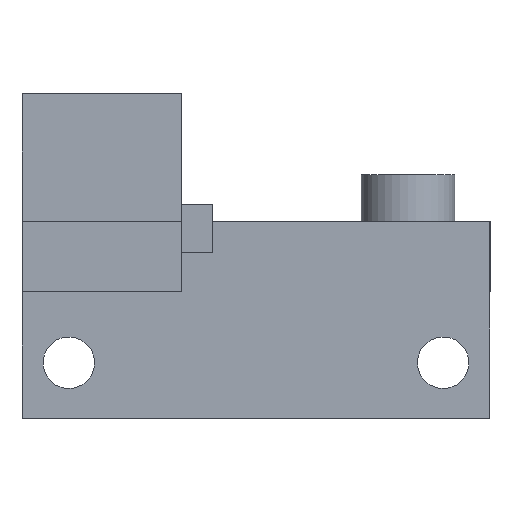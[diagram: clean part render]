
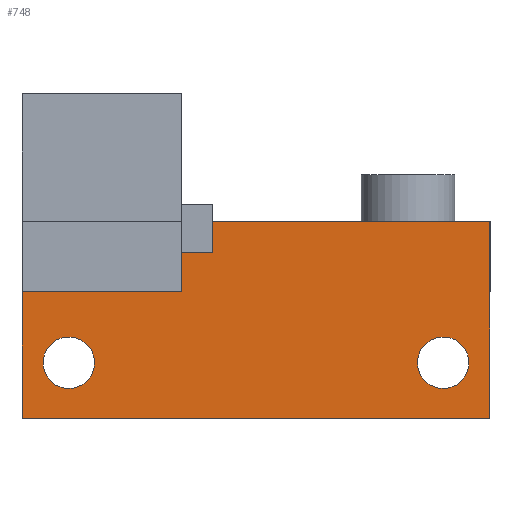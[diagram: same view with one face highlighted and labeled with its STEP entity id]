
A CAD part, front view. The second image highlights one B-rep face of the part: STEP entity #748.
In plain terms, the highlighted planar face has unit normal (0, -1, 0).
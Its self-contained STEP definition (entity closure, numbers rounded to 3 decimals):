
#25=FACE_BOUND('',#91,.T.);
#26=FACE_BOUND('',#92,.T.);
#32=CIRCLE('',#810,1.65);
#33=CIRCLE('',#811,1.65);
#46=FACE_OUTER_BOUND('',#90,.T.);
#90=EDGE_LOOP('',(#525,#526,#527,#528,#529,#530,#531,#532));
#91=EDGE_LOOP('',(#533));
#92=EDGE_LOOP('',(#534));
#149=LINE('',#1088,#244);
#155=LINE('',#1099,#250);
#156=LINE('',#1102,#251);
#157=LINE('',#1104,#252);
#158=LINE('',#1106,#253);
#159=LINE('',#1108,#254);
#160=LINE('',#1110,#255);
#161=LINE('',#1111,#256);
#244=VECTOR('',#879,10.);
#250=VECTOR('',#889,10.);
#251=VECTOR('',#892,10.);
#252=VECTOR('',#893,10.);
#253=VECTOR('',#894,10.);
#254=VECTOR('',#895,10.);
#255=VECTOR('',#896,10.);
#256=VECTOR('',#897,10.);
#336=VERTEX_POINT('',#1085);
#337=VERTEX_POINT('',#1087);
#340=VERTEX_POINT('',#1097);
#341=VERTEX_POINT('',#1101);
#342=VERTEX_POINT('',#1103);
#343=VERTEX_POINT('',#1105);
#344=VERTEX_POINT('',#1107);
#345=VERTEX_POINT('',#1109);
#346=VERTEX_POINT('',#1112);
#347=VERTEX_POINT('',#1114);
#407=EDGE_CURVE('',#337,#336,#149,.T.);
#413=EDGE_CURVE('',#336,#340,#155,.T.);
#414=EDGE_CURVE('',#340,#341,#156,.T.);
#415=EDGE_CURVE('',#341,#342,#157,.T.);
#416=EDGE_CURVE('',#343,#342,#158,.T.);
#417=EDGE_CURVE('',#343,#344,#159,.T.);
#418=EDGE_CURVE('',#344,#345,#160,.T.);
#419=EDGE_CURVE('',#337,#345,#161,.T.);
#420=EDGE_CURVE('',#346,#346,#32,.T.);
#421=EDGE_CURVE('',#347,#347,#33,.T.);
#525=ORIENTED_EDGE('',*,*,#407,.T.);
#526=ORIENTED_EDGE('',*,*,#413,.T.);
#527=ORIENTED_EDGE('',*,*,#414,.T.);
#528=ORIENTED_EDGE('',*,*,#415,.T.);
#529=ORIENTED_EDGE('',*,*,#416,.F.);
#530=ORIENTED_EDGE('',*,*,#417,.T.);
#531=ORIENTED_EDGE('',*,*,#418,.T.);
#532=ORIENTED_EDGE('',*,*,#419,.F.);
#533=ORIENTED_EDGE('',*,*,#420,.T.);
#534=ORIENTED_EDGE('',*,*,#421,.T.);
#708=PLANE('',#809);
#748=ADVANCED_FACE('',(#46,#25,#26),#708,.T.);
#809=AXIS2_PLACEMENT_3D('',#1100,#890,#891);
#810=AXIS2_PLACEMENT_3D('',#1113,#898,#899);
#811=AXIS2_PLACEMENT_3D('',#1115,#900,#901);
#879=DIRECTION('',(0.,0.,-1.));
#889=DIRECTION('',(-1.,0.,0.));
#890=DIRECTION('center_axis',(0.,-1.,0.));
#891=DIRECTION('ref_axis',(1.,0.,0.));
#892=DIRECTION('',(0.,0.,-1.));
#893=DIRECTION('',(-1.,0.,0.));
#894=DIRECTION('',(0.,0.,1.));
#895=DIRECTION('',(1.,0.,0.));
#896=DIRECTION('',(0.,0.,1.));
#897=DIRECTION('',(1.,0.,0.));
#898=DIRECTION('center_axis',(0.,1.,0.));
#899=DIRECTION('ref_axis',(1.,0.,0.));
#900=DIRECTION('center_axis',(0.,1.,0.));
#901=DIRECTION('ref_axis',(1.,0.,0.));
#1085=CARTESIAN_POINT('',(-2.8,-29.074,74.));
#1087=CARTESIAN_POINT('',(-2.8,-29.074,76.));
#1088=CARTESIAN_POINT('',(-2.8,-29.074,71.344));
#1097=CARTESIAN_POINT('',(-4.8,-29.074,74.));
#1099=CARTESIAN_POINT('',(-1.9,-29.074,74.));
#1100=CARTESIAN_POINT('Origin',(0.,-29.074,
66.689));
#1101=CARTESIAN_POINT('',(-4.8,-29.074,71.5));
#1102=CARTESIAN_POINT('',(-4.8,-29.074,71.344));
#1103=CARTESIAN_POINT('',(-15.,-29.074,71.5));
#1104=CARTESIAN_POINT('',(-4.95,-29.074,71.5));
#1105=CARTESIAN_POINT('',(-15.,-29.074,63.378));
#1106=CARTESIAN_POINT('',(-15.,-29.074,70.));
#1107=CARTESIAN_POINT('',(15.,-29.074,63.378));
#1108=CARTESIAN_POINT('',(-15.,-29.074,63.378));
#1109=CARTESIAN_POINT('',(15.,-29.074,76.));
#1110=CARTESIAN_POINT('',(15.,-29.074,63.378));
#1111=CARTESIAN_POINT('',(15.,-29.074,76.));
#1112=CARTESIAN_POINT('',(10.35,-29.074,66.946));
#1113=CARTESIAN_POINT('Origin',(12.,-29.074,66.946));
#1114=CARTESIAN_POINT('',(-13.65,-29.074,66.946));
#1115=CARTESIAN_POINT('Origin',(-12.,-29.074,66.946));
